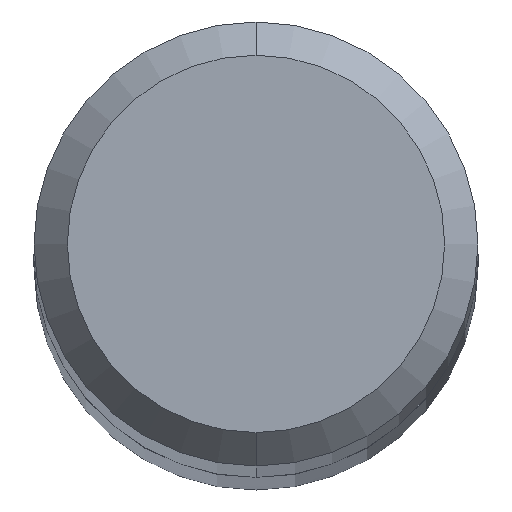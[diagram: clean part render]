
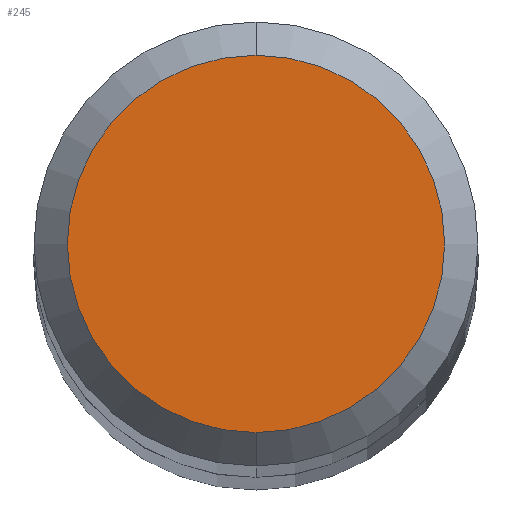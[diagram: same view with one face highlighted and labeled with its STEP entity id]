
A CAD part, top view. The second image highlights one B-rep face of the part: STEP entity #245.
In plain terms, the highlighted planar face has unit normal (0, 0, 1).
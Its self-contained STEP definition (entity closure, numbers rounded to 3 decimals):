
#163=EDGE_CURVE('',#331,#293,#438,.T.);
#209=EDGE_CURVE('',#293,#331,#488,.T.);
#245=ADVANCED_FACE('',(#528),#529,.T.);
#293=VERTEX_POINT('',#582);
#331=VERTEX_POINT('',#622);
#438=CIRCLE('',#733,1.7);
#488=CIRCLE('',#830,1.7);
#528=FACE_OUTER_BOUND('',#891,.T.);
#529=PLANE('',#892);
#582=CARTESIAN_POINT('',(0.0,1.7,0.0));
#622=CARTESIAN_POINT('',(0.,-1.7,0.0));
#733=AXIS2_PLACEMENT_3D('',#1316,#1317,#1318);
#830=AXIS2_PLACEMENT_3D('',#1363,#1364,#1365);
#891=EDGE_LOOP('',(#1419,#1420));
#892=AXIS2_PLACEMENT_3D('',#1421,#1422,#1423);
#1316=CARTESIAN_POINT('',(0.0,0.0,0.0));
#1317=DIRECTION('',(0.0,0.0,-1.0));
#1318=DIRECTION('',(0.0,1.0,0.0));
#1363=CARTESIAN_POINT('',(0.0,0.0,0.0));
#1364=DIRECTION('',(0.0,0.0,-1.0));
#1365=DIRECTION('',(0.0,1.0,0.0));
#1419=ORIENTED_EDGE('',*,*,#209,.F.);
#1420=ORIENTED_EDGE('',*,*,#163,.F.);
#1421=CARTESIAN_POINT('',(0.0,0.85,0.0));
#1422=DIRECTION('',(-0.0,0.0,1.0));
#1423=DIRECTION('',(0.0,-1.0,0.0));
